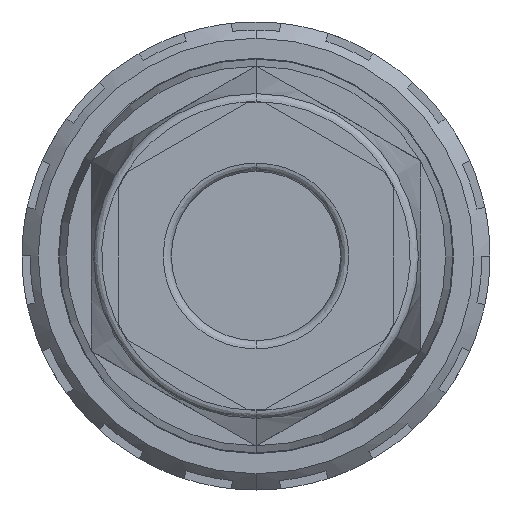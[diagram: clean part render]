
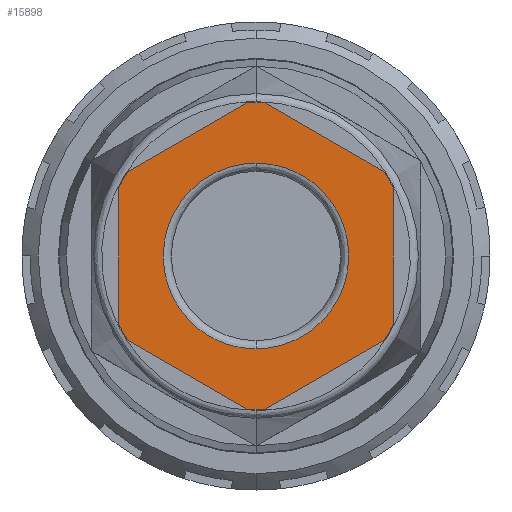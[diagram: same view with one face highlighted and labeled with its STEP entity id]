
A CAD part, front view. The second image highlights one B-rep face of the part: STEP entity #15898.
In plain terms, the highlighted planar face has unit normal (0, -1, 0).
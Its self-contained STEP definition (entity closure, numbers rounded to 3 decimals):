
#69 = ORIENTED_EDGE ( 'NONE', *, *, #17851, .F. ) ;
#131 = CIRCLE ( 'NONE', #10081, 9.5 ) ;
#486 = DIRECTION ( 'NONE',  ( 0., 0., -1. ) ) ;
#935 = VECTOR ( 'NONE', #7017, 1000. ) ;
#1262 = DIRECTION ( 'NONE',  ( 0.866, 0., 0.5 ) ) ;
#1263 = ORIENTED_EDGE ( 'NONE', *, *, #12433, .F. ) ;
#1314 = VERTEX_POINT ( 'NONE', #13656 ) ;
#1344 = DIRECTION ( 'NONE',  ( 0., 1., 0. ) ) ;
#1550 = EDGE_CURVE ( 'NONE', #6853, #18699, #11341, .T. ) ;
#1567 = ORIENTED_EDGE ( 'NONE', *, *, #2926, .F. ) ;
#1574 = AXIS2_PLACEMENT_3D ( 'NONE', #3898, #14167, #5371 ) ;
#1937 = ORIENTED_EDGE ( 'NONE', *, *, #7761, .F. ) ;
#2006 = EDGE_CURVE ( 'NONE', #18699, #4352, #4452, .T. ) ;
#2024 = EDGE_CURVE ( 'NONE', #2327, #12359, #9791, .T. ) ;
#2054 = VECTOR ( 'NONE', #15438, 1000. ) ;
#2327 = VERTEX_POINT ( 'NONE', #8345 ) ;
#2487 = DIRECTION ( 'NONE',  ( 0., 1., 0. ) ) ;
#2556 = CARTESIAN_POINT ( 'NONE',  ( -8.5, -7.5, 0. ) ) ;
#2621 = VERTEX_POINT ( 'NONE', #5853 ) ;
#2812 = CARTESIAN_POINT ( 'NONE',  ( 0., -7.5, 0. ) ) ;
#2904 = VERTEX_POINT ( 'NONE', #5658 ) ;
#2926 = EDGE_CURVE ( 'NONE', #4160, #7302, #17904, .T. ) ;
#3201 = VERTEX_POINT ( 'NONE', #7830 ) ;
#3218 = CARTESIAN_POINT ( 'NONE',  ( 0., -7.5, -5.75 ) ) ;
#3261 = ORIENTED_EDGE ( 'NONE', *, *, #9808, .F. ) ;
#3431 = CARTESIAN_POINT ( 'NONE',  ( 0., -7.5, -5.75 ) ) ;
#3530 = VECTOR ( 'NONE', #7492, 1000. ) ;
#3660 = DIRECTION ( 'NONE',  ( 0., 1., 0. ) ) ;
#3822 = ORIENTED_EDGE ( 'NONE', *, *, #12895, .F. ) ;
#3898 = CARTESIAN_POINT ( 'NONE',  ( 0., -7.5, 0. ) ) ;
#3903 = AXIS2_PLACEMENT_3D ( 'NONE', #18215, #9247, #486 ) ;
#4160 = VERTEX_POINT ( 'NONE', #10229 ) ;
#4309 = ORIENTED_EDGE ( 'NONE', *, *, #6305, .F. ) ;
#4312 = DIRECTION ( 'NONE',  ( 0., 0., -1. ) ) ;
#4342 = LINE ( 'NONE', #15876, #935 ) ;
#4352 = VERTEX_POINT ( 'NONE', #13915 ) ;
#4452 = CIRCLE ( 'NONE', #15063, 9.5 ) ;
#4487 = CIRCLE ( 'NONE', #3903, 9.5 ) ;
#4654 = CARTESIAN_POINT ( 'NONE',  ( 0., -7.5, 0. ) ) ;
#4797 = ORIENTED_EDGE ( 'NONE', *, *, #12967, .F. ) ;
#4932 = CARTESIAN_POINT ( 'NONE',  ( 11.5, -7.5, -5.75 ) ) ;
#5371 = DIRECTION ( 'NONE',  ( 0., 0., -1. ) ) ;
#5654 = VERTEX_POINT ( 'NONE', #13653 ) ;
#5658 = CARTESIAN_POINT ( 'NONE',  ( 7.924, -7.5, 5.24 ) ) ;
#5698 = ORIENTED_EDGE ( 'NONE', *, *, #2006, .F. ) ;
#5853 = CARTESIAN_POINT ( 'NONE',  ( -0.576, -7.5, -9.483 ) ) ;
#5907 = CARTESIAN_POINT ( 'NONE',  ( -7.924, -7.5, 5.24 ) ) ;
#6046 = VECTOR ( 'NONE', #17412, 1000. ) ;
#6109 = DIRECTION ( 'NONE',  ( 0., 0., -1. ) ) ;
#6218 = AXIS2_PLACEMENT_3D ( 'NONE', #17329, #18854, #9878 ) ;
#6305 = EDGE_CURVE ( 'NONE', #1314, #2904, #8891, .T. ) ;
#6315 = CIRCLE ( 'NONE', #1574, 9.5 ) ;
#6437 = ORIENTED_EDGE ( 'NONE', *, *, #14706, .F. ) ;
#6853 = VERTEX_POINT ( 'NONE', #15680 ) ;
#7017 = DIRECTION ( 'NONE',  ( -0.866, 0., 0.5 ) ) ;
#7068 = CARTESIAN_POINT ( 'NONE',  ( 8.5, -7.5, -4.243 ) ) ;
#7122 = EDGE_LOOP ( 'NONE', ( #4797, #7212, #5698, #12054, #3822, #1263, #1937, #4309, #69, #6437, #1567, #3261, #9676 ) ) ;
#7212 = ORIENTED_EDGE ( 'NONE', *, *, #8585, .F. ) ;
#7302 = VERTEX_POINT ( 'NONE', #5907 ) ;
#7492 = DIRECTION ( 'NONE',  ( -0.866, 0., -0.5 ) ) ;
#7649 = CARTESIAN_POINT ( 'NONE',  ( 7.924, -7.5, -5.24 ) ) ;
#7761 = EDGE_CURVE ( 'NONE', #2904, #14360, #4487, .T. ) ;
#7830 = CARTESIAN_POINT ( 'NONE',  ( -8.5, -7.5, -4.243 ) ) ;
#7893 = CARTESIAN_POINT ( 'NONE',  ( 0., -7.5, 5.75 ) ) ;
#7974 = VECTOR ( 'NONE', #17333, 1000. ) ;
#8005 = CARTESIAN_POINT ( 'NONE',  ( 8.5, -7.5, 4.243 ) ) ;
#8061 = AXIS2_PLACEMENT_3D ( 'NONE', #2812, #13071, #4312 ) ;
#8345 = CARTESIAN_POINT ( 'NONE',  ( 0., -7.5, 5.75 ) ) ;
#8412 = CARTESIAN_POINT ( 'NONE',  ( -7.924, -7.5, -5.24 ) ) ;
#8585 = EDGE_CURVE ( 'NONE', #4352, #2621, #131, .T. ) ;
#8878 = FACE_OUTER_BOUND ( 'NONE', #7122, .T. ) ;
#8891 = LINE ( 'NONE', #18860, #7974 ) ;
#9085 = CARTESIAN_POINT ( 'NONE',  ( -11.5, -7.5, 5.75 ) ) ;
#9152 = CIRCLE ( 'NONE', #10412, 9.5 ) ;
#9247 = DIRECTION ( 'NONE',  ( 0., 1., 0. ) ) ;
#9338 = AXIS2_PLACEMENT_3D ( 'NONE', #11253, #2487, #12729 ) ;
#9354 = LINE ( 'NONE', #17505, #16803 ) ;
#9676 = ORIENTED_EDGE ( 'NONE', *, *, #16491, .F. ) ;
#9791 =( BOUNDED_CURVE ( )  B_SPLINE_CURVE ( 3, ( #11979, #9085, #18048, #3218 ),
 .UNSPECIFIED., .F., .T. ) 
 B_SPLINE_CURVE_WITH_KNOTS ( ( 4, 4 ),
 ( 0., 1. ),
 .UNSPECIFIED. ) 
 CURVE ( )  GEOMETRIC_REPRESENTATION_ITEM ( )  RATIONAL_B_SPLINE_CURVE ( ( 1., 0.333, 0.333, 1. ) ) 
 REPRESENTATION_ITEM ( '' )  );
#9808 = EDGE_CURVE ( 'NONE', #3201, #4160, #14359, .T. ) ;
#9878 = DIRECTION ( 'NONE',  ( 0., 0., 1. ) ) ;
#10081 = AXIS2_PLACEMENT_3D ( 'NONE', #10125, #1344, #11556 ) ;
#10125 = CARTESIAN_POINT ( 'NONE',  ( 0., -7.5, 0. ) ) ;
#10229 = CARTESIAN_POINT ( 'NONE',  ( -8.5, -7.5, 4.243 ) ) ;
#10412 = AXIS2_PLACEMENT_3D ( 'NONE', #12421, #3660, #13933 ) ;
#11184 =( BOUNDED_CURVE ( )  B_SPLINE_CURVE ( 3, ( #15238, #4932, #16795, #7893 ),
 .UNSPECIFIED., .F., .F. ) 
 B_SPLINE_CURVE_WITH_KNOTS ( ( 4, 4 ),
 ( 0., 1. ),
 .UNSPECIFIED. ) 
 CURVE ( )  GEOMETRIC_REPRESENTATION_ITEM ( )  RATIONAL_B_SPLINE_CURVE ( ( 1., 0.333, 0.333, 1. ) ) 
 REPRESENTATION_ITEM ( '' )  );
#11253 = CARTESIAN_POINT ( 'NONE',  ( 0., -7.5, 0. ) ) ;
#11341 = LINE ( 'NONE', #7649, #3530 ) ;
#11556 = DIRECTION ( 'NONE',  ( 0., 0., -1. ) ) ;
#11979 = CARTESIAN_POINT ( 'NONE',  ( 0., -7.5, 5.75 ) ) ;
#12054 = ORIENTED_EDGE ( 'NONE', *, *, #1550, .F. ) ;
#12359 = VERTEX_POINT ( 'NONE', #3431 ) ;
#12421 = CARTESIAN_POINT ( 'NONE',  ( 0., -7.5, 0. ) ) ;
#12433 = EDGE_CURVE ( 'NONE', #14360, #17479, #14228, .T. ) ;
#12729 = DIRECTION ( 'NONE',  ( 0., 0., -1. ) ) ;
#12742 = CIRCLE ( 'NONE', #9338, 9.5 ) ;
#12895 = EDGE_CURVE ( 'NONE', #17479, #6853, #9152, .T. ) ;
#12967 = EDGE_CURVE ( 'NONE', #2621, #15954, #4342, .T. ) ;
#13071 = DIRECTION ( 'NONE',  ( 0., 1., 0. ) ) ;
#13653 = CARTESIAN_POINT ( 'NONE',  ( -0.576, -7.5, 9.483 ) ) ;
#13656 = CARTESIAN_POINT ( 'NONE',  ( 0.576, -7.5, 9.483 ) ) ;
#13740 = ORIENTED_EDGE ( 'NONE', *, *, #14940, .F. ) ;
#13904 = CARTESIAN_POINT ( 'NONE',  ( 8.5, -7.5, 0. ) ) ;
#13915 = CARTESIAN_POINT ( 'NONE',  ( 0., -7.5, -9.5 ) ) ;
#13933 = DIRECTION ( 'NONE',  ( 0., 0., -1. ) ) ;
#14167 = DIRECTION ( 'NONE',  ( 0., 1., 0. ) ) ;
#14228 = LINE ( 'NONE', #13904, #2054 ) ;
#14359 = LINE ( 'NONE', #2556, #6046 ) ;
#14360 = VERTEX_POINT ( 'NONE', #8005 ) ;
#14706 = EDGE_CURVE ( 'NONE', #7302, #5654, #9354, .T. ) ;
#14934 = DIRECTION ( 'NONE',  ( 0., 1., 0. ) ) ;
#14940 = EDGE_CURVE ( 'NONE', #12359, #2327, #11184, .T. ) ;
#15063 = AXIS2_PLACEMENT_3D ( 'NONE', #4654, #14934, #6109 ) ;
#15238 = CARTESIAN_POINT ( 'NONE',  ( 0., -7.5, -5.75 ) ) ;
#15438 = DIRECTION ( 'NONE',  ( 0., 0., -1. ) ) ;
#15680 = CARTESIAN_POINT ( 'NONE',  ( 7.924, -7.5, -5.24 ) ) ;
#15686 = CARTESIAN_POINT ( 'NONE',  ( 0.576, -7.5, -9.483 ) ) ;
#15761 = PLANE ( 'NONE',  #6218 ) ;
#15876 = CARTESIAN_POINT ( 'NONE',  ( -0.576, -7.5, -9.483 ) ) ;
#15898 = ADVANCED_FACE ( 'NONE', ( #8878, #16789 ), #15761, .F. ) ;
#15954 = VERTEX_POINT ( 'NONE', #8412 ) ;
#16491 = EDGE_CURVE ( 'NONE', #15954, #3201, #6315, .T. ) ;
#16789 = FACE_BOUND ( 'NONE', #17069, .T. ) ;
#16795 = CARTESIAN_POINT ( 'NONE',  ( 11.5, -7.5, 5.75 ) ) ;
#16803 = VECTOR ( 'NONE', #1262, 1000. ) ;
#17069 = EDGE_LOOP ( 'NONE', ( #13740, #17232 ) ) ;
#17232 = ORIENTED_EDGE ( 'NONE', *, *, #2024, .F. ) ;
#17329 = CARTESIAN_POINT ( 'NONE',  ( 0., -7.5, 0. ) ) ;
#17333 = DIRECTION ( 'NONE',  ( 0.866, 0., -0.5 ) ) ;
#17412 = DIRECTION ( 'NONE',  ( 0., 0., 1. ) ) ;
#17479 = VERTEX_POINT ( 'NONE', #7068 ) ;
#17505 = CARTESIAN_POINT ( 'NONE',  ( -7.924, -7.5, 5.24 ) ) ;
#17851 = EDGE_CURVE ( 'NONE', #5654, #1314, #12742, .T. ) ;
#17904 = CIRCLE ( 'NONE', #8061, 9.5 ) ;
#18048 = CARTESIAN_POINT ( 'NONE',  ( -11.5, -7.5, -5.75 ) ) ;
#18215 = CARTESIAN_POINT ( 'NONE',  ( 0., -7.5, 0. ) ) ;
#18699 = VERTEX_POINT ( 'NONE', #15686 ) ;
#18854 = DIRECTION ( 'NONE',  ( 0., 1., 0. ) ) ;
#18860 = CARTESIAN_POINT ( 'NONE',  ( 0.576, -7.5, 9.483 ) ) ;
